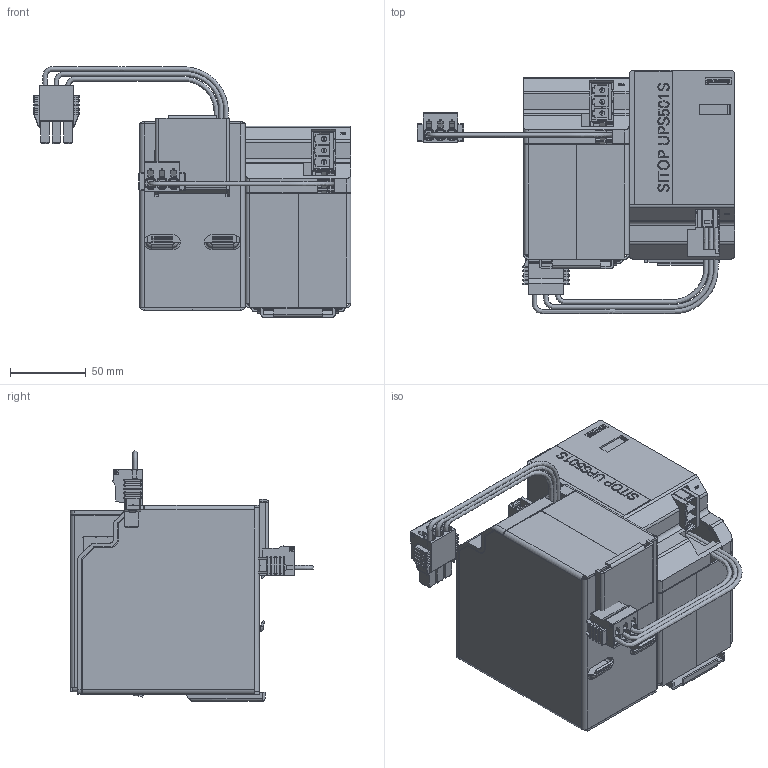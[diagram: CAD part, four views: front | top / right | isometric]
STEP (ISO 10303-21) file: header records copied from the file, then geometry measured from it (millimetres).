
FILE_DESCRIPTION( ( 'Unknown' ), '1' );
FILE_NAME( '6ep19355pg01_001_stp.stp', 'Unknown', ( 'Unknown' ), ( 'Unknown' ), 'PSStep 10.0', 'Unknown', ' ' );
FILE_SCHEMA( ( 'AUTOMOTIVE_DESIGN { 1 0 10303 214 1 1 1 1 }' ) );
Length unit declared in the file: millimetre
Products named in the file (6): Assem1; 6ep19355pg01_001_stp
Bounding box: 210.49 x 161.15 x 165.81 mm (x, y, z)
Volume: 254994.2 mm3; surface area: 296690.4 mm2
Topology: 10 solids, 10 shells, 3042 faces, 8154 edges, 5318 vertices
Faces by surface type: plane 2128, cylinder 668, bspline 102, extrusion 74, torus 36, cone 28, sphere 6
Full cylindrical faces by diameter (mm): 0.457 x4, 1.3 x6, 3 x6, 3.2 x4, 5 x6
Entity records: 68491 total; most frequent: CARTESIAN_POINT 17942, ORIENTED_EDGE 8094, DIRECTION 7692, EDGE_CURVE 4047, VECTOR 3088, LINE 3051, VERTEX_POINT 2652, AXIS2_PLACEMENT_3D 2302
